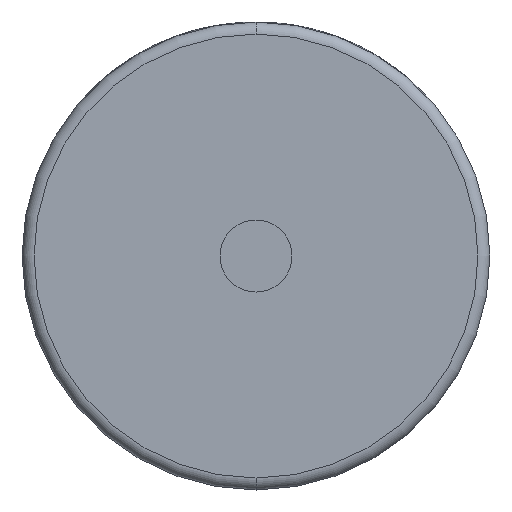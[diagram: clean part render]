
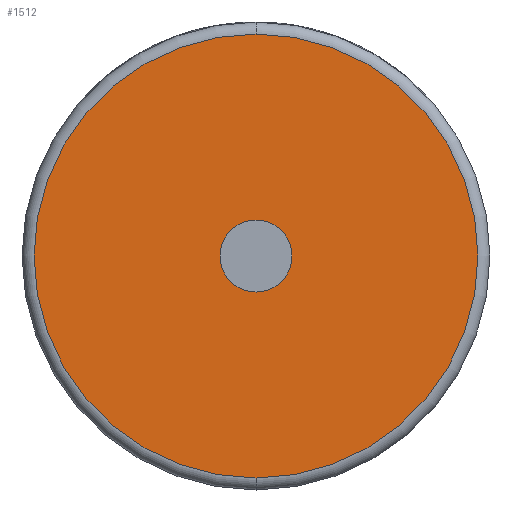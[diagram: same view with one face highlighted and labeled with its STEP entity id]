
A CAD part, front view. The second image highlights one B-rep face of the part: STEP entity #1512.
In plain terms, the highlighted planar face has unit normal (0, -1, 0).
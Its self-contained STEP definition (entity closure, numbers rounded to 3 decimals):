
#155 = DIRECTION ( 'NONE',  ( 0., -1., 0. ) ) ;
#177 = DIRECTION ( 'NONE',  ( 0., 0., 1. ) ) ;
#298 = DIRECTION ( 'NONE',  ( 0., 1., 0. ) ) ;
#407 = DIRECTION ( 'NONE',  ( 0., -1., 0. ) ) ;
#413 = VERTEX_POINT ( 'NONE', #799 ) ;
#507 = AXIS2_PLACEMENT_3D ( 'NONE', #3839, #3139, #177 ) ;
#573 = AXIS2_PLACEMENT_3D ( 'NONE', #1050, #407, #3096 ) ;
#702 = CIRCLE ( 'NONE', #802, 6. ) ;
#799 = CARTESIAN_POINT ( 'NONE',  ( 0., 0., 37. ) ) ;
#802 = AXIS2_PLACEMENT_3D ( 'NONE', #1170, #3792, #2855 ) ;
#984 = DIRECTION ( 'NONE',  ( 0., 0., 1. ) ) ;
#1050 = CARTESIAN_POINT ( 'NONE',  ( 0., 0., 0. ) ) ;
#1170 = CARTESIAN_POINT ( 'NONE',  ( 0., 0., 0. ) ) ;
#1411 = ORIENTED_EDGE ( 'NONE', *, *, #3507, .F. ) ;
#1417 = VERTEX_POINT ( 'NONE', #2793 ) ;
#1512 = ADVANCED_FACE ( 'NONE', ( #3973, #3305 ), #4211, .F. ) ;
#1698 = EDGE_CURVE ( 'NONE', #413, #1417, #1721, .T. ) ;
#1721 = CIRCLE ( 'NONE', #573, 37. ) ;
#2240 = CIRCLE ( 'NONE', #3577, 6. ) ;
#2255 = ORIENTED_EDGE ( 'NONE', *, *, #1698, .T. ) ;
#2256 = EDGE_LOOP ( 'NONE', ( #2255, #4271 ) ) ;
#2498 = DIRECTION ( 'NONE',  ( 0., 0., 1. ) ) ;
#2793 = CARTESIAN_POINT ( 'NONE',  ( 0., 0., -37. ) ) ;
#2855 = DIRECTION ( 'NONE',  ( 0., 0., 1. ) ) ;
#2863 = EDGE_CURVE ( 'NONE', #3626, #3104, #2240, .T. ) ;
#2884 = CARTESIAN_POINT ( 'NONE',  ( 0., 0., -6. ) ) ;
#3014 = CIRCLE ( 'NONE', #507, 37. ) ;
#3085 = EDGE_LOOP ( 'NONE', ( #1411, #3647 ) ) ;
#3096 = DIRECTION ( 'NONE',  ( 0., 0., 1. ) ) ;
#3104 = VERTEX_POINT ( 'NONE', #3396 ) ;
#3139 = DIRECTION ( 'NONE',  ( 0., -1., 0. ) ) ;
#3194 = CARTESIAN_POINT ( 'NONE',  ( 0., 0., 0. ) ) ;
#3305 = FACE_BOUND ( 'NONE', #3085, .T. ) ;
#3356 = CARTESIAN_POINT ( 'NONE',  ( 0., 0., 0. ) ) ;
#3396 = CARTESIAN_POINT ( 'NONE',  ( 0., 0., 6. ) ) ;
#3507 = EDGE_CURVE ( 'NONE', #3104, #3626, #702, .T. ) ;
#3577 = AXIS2_PLACEMENT_3D ( 'NONE', #3194, #155, #2498 ) ;
#3626 = VERTEX_POINT ( 'NONE', #2884 ) ;
#3647 = ORIENTED_EDGE ( 'NONE', *, *, #2863, .F. ) ;
#3792 = DIRECTION ( 'NONE',  ( 0., -1., 0. ) ) ;
#3839 = CARTESIAN_POINT ( 'NONE',  ( 0., 0., 0. ) ) ;
#3973 = FACE_OUTER_BOUND ( 'NONE', #2256, .T. ) ;
#4143 = EDGE_CURVE ( 'NONE', #1417, #413, #3014, .T. ) ;
#4211 = PLANE ( 'NONE',  #4260 ) ;
#4260 = AXIS2_PLACEMENT_3D ( 'NONE', #3356, #298, #984 ) ;
#4271 = ORIENTED_EDGE ( 'NONE', *, *, #4143, .T. ) ;
